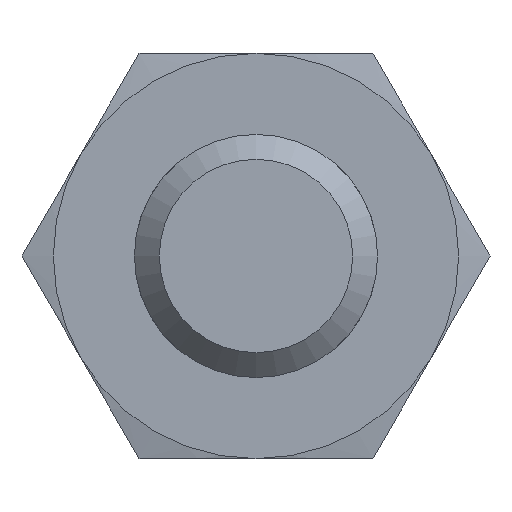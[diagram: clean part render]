
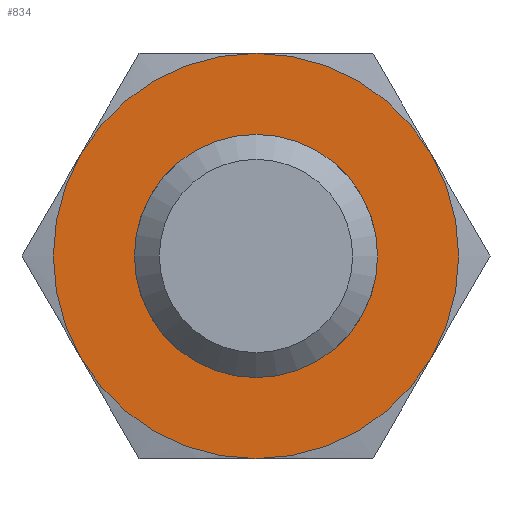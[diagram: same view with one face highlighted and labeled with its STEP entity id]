
A CAD part, left-side view. The second image highlights one B-rep face of the part: STEP entity #834.
In plain terms, the highlighted planar face has unit normal (-1, 0, 0).
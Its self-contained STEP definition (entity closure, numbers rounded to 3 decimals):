
#40=PLANE('',#951);
#361=ORIENTED_EDGE('',*,*,#493,.F.);
#362=ORIENTED_EDGE('',*,*,#492,.F.);
#363=ORIENTED_EDGE('',*,*,#491,.F.);
#364=ORIENTED_EDGE('',*,*,#490,.F.);
#365=ORIENTED_EDGE('',*,*,#494,.F.);
#366=ORIENTED_EDGE('',*,*,#489,.F.);
#367=ORIENTED_EDGE('',*,*,#387,.T.);
#387=EDGE_CURVE('',#499,#499,#571,.T.);
#489=EDGE_CURVE('',#568,#569,#609,.T.);
#490=EDGE_CURVE('',#560,#562,#610,.T.);
#491=EDGE_CURVE('',#562,#564,#611,.T.);
#492=EDGE_CURVE('',#564,#566,#612,.T.);
#493=EDGE_CURVE('',#566,#568,#613,.T.);
#494=EDGE_CURVE('',#569,#560,#614,.T.);
#499=VERTEX_POINT('',#1195);
#560=VERTEX_POINT('',#1492);
#562=VERTEX_POINT('',#1504);
#564=VERTEX_POINT('',#1516);
#566=VERTEX_POINT('',#1528);
#568=VERTEX_POINT('',#1540);
#569=VERTEX_POINT('',#1550);
#571=CIRCLE('',#856,3.);
#609=CIRCLE('',#942,5.);
#610=CIRCLE('',#944,5.);
#611=CIRCLE('',#946,5.);
#612=CIRCLE('',#948,5.);
#613=CIRCLE('',#950,5.);
#614=CIRCLE('',#952,5.);
#686=EDGE_LOOP('',(#361,#362,#363,#364,#365,#366));
#687=EDGE_LOOP('',(#367));
#766=FACE_BOUND('',#686,.T.);
#767=FACE_BOUND('',#687,.T.);
#834=ADVANCED_FACE('',(#766,#767),#40,.F.);
#856=AXIS2_PLACEMENT_3D('',#1194,#964,#965);
#942=AXIS2_PLACEMENT_3D('',#1560,#1152,#1153);
#944=AXIS2_PLACEMENT_3D('',#1562,#1156,#1157);
#946=AXIS2_PLACEMENT_3D('',#1564,#1160,#1161);
#948=AXIS2_PLACEMENT_3D('',#1566,#1164,#1165);
#950=AXIS2_PLACEMENT_3D('',#1568,#1168,#1169);
#951=AXIS2_PLACEMENT_3D('',#1569,#1170,#1171);
#952=AXIS2_PLACEMENT_3D('',#1570,#1172,#1173);
#964=DIRECTION('',(1.,0.,0.));
#965=DIRECTION('',(0.,0.,-1.));
#1152=DIRECTION('',(1.,0.,0.));
#1153=DIRECTION('',(0.,0.,-1.));
#1156=DIRECTION('',(1.,0.,0.));
#1157=DIRECTION('',(0.,0.,-1.));
#1160=DIRECTION('',(1.,0.,0.));
#1161=DIRECTION('',(0.,0.,-1.));
#1164=DIRECTION('',(1.,0.,0.));
#1165=DIRECTION('',(0.,0.,-1.));
#1168=DIRECTION('',(1.,0.,0.));
#1169=DIRECTION('',(0.,0.,-1.));
#1170=DIRECTION('',(1.,0.,0.));
#1171=DIRECTION('',(0.,0.,-1.));
#1172=DIRECTION('',(1.,0.,0.));
#1173=DIRECTION('',(0.,0.,-1.));
#1194=CARTESIAN_POINT('',(7.,0.,0.));
#1195=CARTESIAN_POINT('',(7.,0.,-3.));
#1492=CARTESIAN_POINT('',(7.,-4.33,2.5));
#1504=CARTESIAN_POINT('',(7.,-4.33,-2.5));
#1516=CARTESIAN_POINT('',(7.,0.,-5.));
#1528=CARTESIAN_POINT('',(7.,4.33,-2.5));
#1540=CARTESIAN_POINT('',(7.,4.33,2.5));
#1550=CARTESIAN_POINT('',(7.,0.,5.));
#1560=CARTESIAN_POINT('',(7.,0.,0.));
#1562=CARTESIAN_POINT('',(7.,0.,0.));
#1564=CARTESIAN_POINT('',(7.,0.,0.));
#1566=CARTESIAN_POINT('',(7.,0.,0.));
#1568=CARTESIAN_POINT('',(7.,0.,0.));
#1569=CARTESIAN_POINT('',(7.,0.,0.));
#1570=CARTESIAN_POINT('',(7.,0.,0.));
